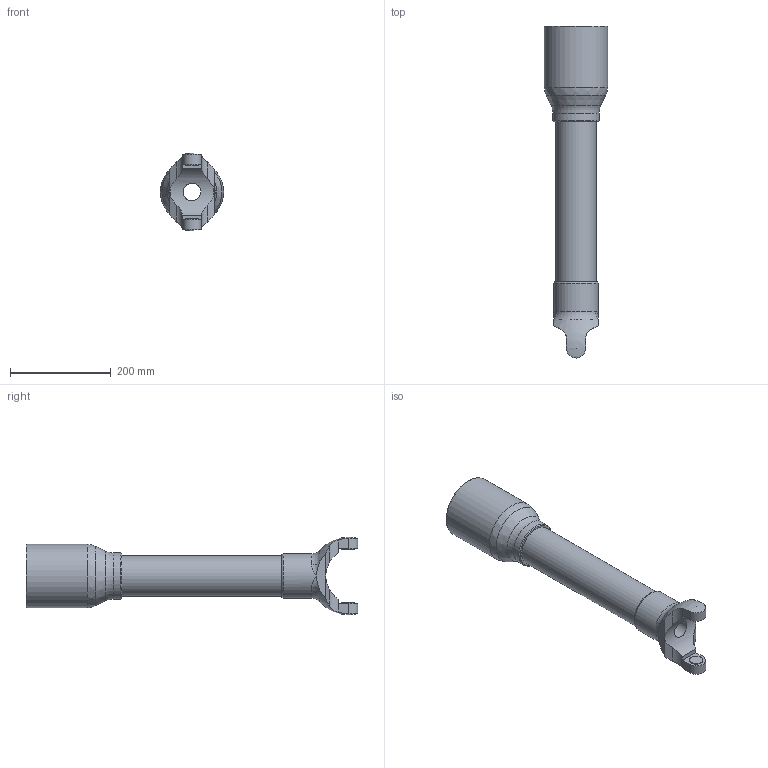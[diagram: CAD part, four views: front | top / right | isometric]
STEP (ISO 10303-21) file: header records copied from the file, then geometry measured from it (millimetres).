
FILE_DESCRIPTION(/* description */ (''),/* implementation_level */ '2;1');
FILE_NAME(/* name */ 'Teleskoprohr_lower_ipt_a51eadfe.STEP',/* time_stamp */ '2020-11-16T16:19:49+01:00',/* author */ ('SUSTRVOJ'),/* organization */ (''),/* preprocessor_version */ 'ST-DEVELOPER v17.2',/* originating_system */ 'Autodesk Inventor 2019',/* authorisation */ '');
FILE_SCHEMA (('AUTOMOTIVE_DESIGN { 1 0 10303 214 3 1 1 }'));
Length unit declared in the file: millimetre
Products named in the file (1): Teleskoprohr_lower
Bounding box: 126 x 659.5 x 154 mm (x, y, z)
Volume: 2001414.8 mm3; surface area: 354610.4 mm2
Topology: 1 solids, 1 shells, 51 faces, 133 edges, 85 vertices
Faces by surface type: plane 20, cylinder 17, bspline 5, torus 4, cone 3, sphere 2
Full cylindrical faces by diameter (mm): 26 x2, 35 x1, 70 x2, 80 x1, 88 x1, 92 x1, 100 x1, 126 x1
Entity records: 2153 total; most frequent: CARTESIAN_POINT 856, DIRECTION 273, ORIENTED_EDGE 254, EDGE_CURVE 127, AXIS2_PLACEMENT_3D 117, VERTEX_POINT 85, CIRCLE 68, EDGE_LOOP 60
